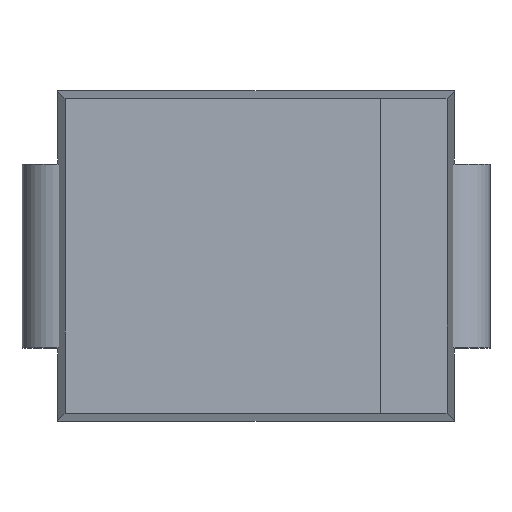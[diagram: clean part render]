
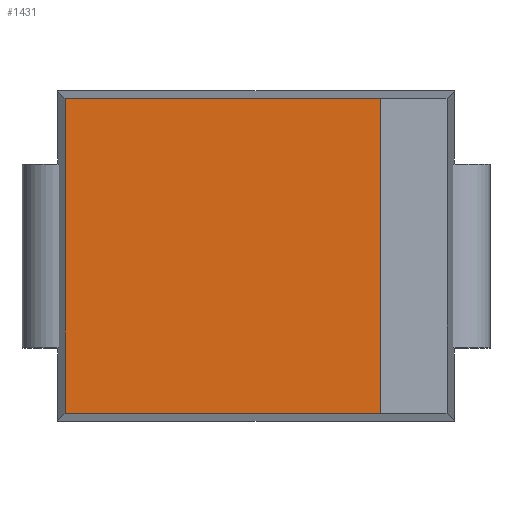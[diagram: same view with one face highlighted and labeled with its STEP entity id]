
A CAD part, top view. The second image highlights one B-rep face of the part: STEP entity #1431.
In plain terms, the highlighted planar face has unit normal (0, 0, 1).
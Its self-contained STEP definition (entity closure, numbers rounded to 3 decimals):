
#5 = CARTESIAN_POINT ( 'NONE',  ( -2.375, -1.883, 2.62 ) ) ;
#8 = DIRECTION ( 'NONE',  ( 0., 1., 0. ) ) ;
#14 = DIRECTION ( 'NONE',  ( 1., 0., 0. ) ) ;
#31 = CARTESIAN_POINT ( 'NONE',  ( -2.285, -1.975, 2.62 ) ) ;
#36 = CARTESIAN_POINT ( 'NONE',  ( -2.375, 1.883, 2.62 ) ) ;
#68 = CARTESIAN_POINT ( 'NONE',  ( -2.285, 1.883, 2.62 ) ) ;
#73 = DIRECTION ( 'NONE',  ( 0., -1., 0. ) ) ;
#185 = CARTESIAN_POINT ( 'NONE',  ( 1.485, -1.883, 2.62 ) ) ;
#206 = DIRECTION ( 'NONE',  ( 1., 0., 0. ) ) ;
#216 = CARTESIAN_POINT ( 'NONE',  ( 1.485, 1.983, 2.62 ) ) ;
#235 = VERTEX_POINT ( 'NONE', #1054 ) ;
#250 = VERTEX_POINT ( 'NONE', #1091 ) ;
#338 = EDGE_CURVE ( 'NONE', #250, #699, #886, .T. ) ;
#339 = EDGE_CURVE ( 'NONE', #235, #727, #888, .T. ) ;
#343 = EDGE_CURVE ( 'NONE', #727, #250, #896, .T. ) ;
#349 = EDGE_CURVE ( 'NONE', #235, #699, #908, .T. ) ;
#389 = PLANE ( 'NONE',  #640 ) ;
#398 = CARTESIAN_POINT ( 'NONE',  ( -2.375, 1.975, 2.62 ) ) ;
#433 = DIRECTION ( 'NONE',  ( -1., 0., 0. ) ) ;
#481 = DIRECTION ( 'NONE',  ( 0., 0., -1. ) ) ;
#640 = AXIS2_PLACEMENT_3D ( 'NONE', #398, #481, #433 ) ;
#699 = VERTEX_POINT ( 'NONE', #185 ) ;
#727 = VERTEX_POINT ( 'NONE', #68 ) ;
#747 = EDGE_LOOP ( 'NONE', ( #1291, #1300, #1286, #1308 ) ) ;
#886 = LINE ( 'NONE', #216, #889 ) ;
#888 = LINE ( 'NONE', #31, #891 ) ;
#889 = VECTOR ( 'NONE', #73, 1000. ) ;
#891 = VECTOR ( 'NONE', #8, 1000. ) ;
#896 = LINE ( 'NONE', #36, #899 ) ;
#899 = VECTOR ( 'NONE', #206, 1000. ) ;
#908 = LINE ( 'NONE', #5, #911 ) ;
#911 = VECTOR ( 'NONE', #14, 1000. ) ;
#1054 = CARTESIAN_POINT ( 'NONE',  ( -2.285, -1.883, 2.62 ) ) ;
#1091 = CARTESIAN_POINT ( 'NONE',  ( 1.485, 1.883, 2.62 ) ) ;
#1286 = ORIENTED_EDGE ( 'NONE', *, *, #343, .F. ) ;
#1291 = ORIENTED_EDGE ( 'NONE', *, *, #349, .T. ) ;
#1300 = ORIENTED_EDGE ( 'NONE', *, *, #338, .F. ) ;
#1308 = ORIENTED_EDGE ( 'NONE', *, *, #339, .F. ) ;
#1431 = ADVANCED_FACE ( 'NONE', ( #1519 ), #389, .F. ) ;
#1519 = FACE_OUTER_BOUND ( 'NONE', #747, .T. ) ;
